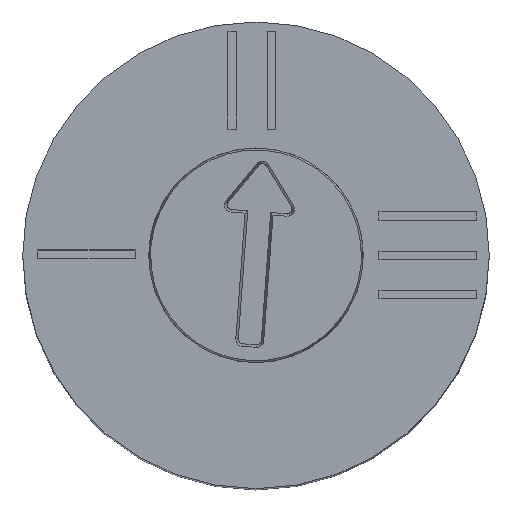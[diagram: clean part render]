
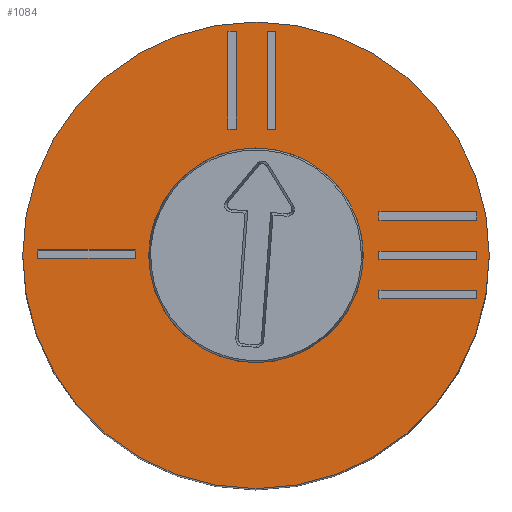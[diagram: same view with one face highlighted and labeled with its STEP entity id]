
A CAD part, top view. The second image highlights one B-rep face of the part: STEP entity #1084.
In plain terms, the highlighted planar face has unit normal (0, 0, 1).
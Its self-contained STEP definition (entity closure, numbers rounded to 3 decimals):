
#30=FACE_BOUND('',#202,.T.);
#31=FACE_BOUND('',#203,.T.);
#32=FACE_BOUND('',#204,.T.);
#33=FACE_BOUND('',#205,.T.);
#34=FACE_BOUND('',#206,.T.);
#35=FACE_BOUND('',#207,.T.);
#36=FACE_BOUND('',#208,.T.);
#55=CIRCLE('',#1211,2.3);
#61=CIRCLE('',#1221,5.);
#136=FACE_OUTER_BOUND('',#201,.T.);
#201=EDGE_LOOP('',(#875));
#202=EDGE_LOOP('',(#876,#877,#878,#879));
#203=EDGE_LOOP('',(#880,#881,#882,#883));
#204=EDGE_LOOP('',(#884,#885,#886,#887));
#205=EDGE_LOOP('',(#888,#889,#890,#891));
#206=EDGE_LOOP('',(#892,#893,#894,#895));
#207=EDGE_LOOP('',(#896,#897,#898,#899));
#208=EDGE_LOOP('',(#900));
#232=LINE('',#1596,#344);
#235=LINE('',#1602,#347);
#238=LINE('',#1608,#350);
#241=LINE('',#1612,#353);
#244=LINE('',#1621,#356);
#247=LINE('',#1627,#359);
#250=LINE('',#1633,#362);
#253=LINE('',#1637,#365);
#256=LINE('',#1646,#368);
#259=LINE('',#1652,#371);
#262=LINE('',#1658,#374);
#265=LINE('',#1662,#377);
#268=LINE('',#1671,#380);
#271=LINE('',#1677,#383);
#274=LINE('',#1683,#386);
#277=LINE('',#1687,#389);
#280=LINE('',#1696,#392);
#283=LINE('',#1702,#395);
#286=LINE('',#1708,#398);
#289=LINE('',#1712,#401);
#292=LINE('',#1721,#404);
#295=LINE('',#1727,#407);
#298=LINE('',#1733,#410);
#301=LINE('',#1737,#413);
#344=VECTOR('',#1273,10.);
#347=VECTOR('',#1278,10.);
#350=VECTOR('',#1283,10.);
#353=VECTOR('',#1288,10.);
#356=VECTOR('',#1295,10.);
#359=VECTOR('',#1300,10.);
#362=VECTOR('',#1305,10.);
#365=VECTOR('',#1310,10.);
#368=VECTOR('',#1317,10.);
#371=VECTOR('',#1322,10.);
#374=VECTOR('',#1327,10.);
#377=VECTOR('',#1332,10.);
#380=VECTOR('',#1339,10.);
#383=VECTOR('',#1344,10.);
#386=VECTOR('',#1349,10.);
#389=VECTOR('',#1354,10.);
#392=VECTOR('',#1361,10.);
#395=VECTOR('',#1366,10.);
#398=VECTOR('',#1371,10.);
#401=VECTOR('',#1376,10.);
#404=VECTOR('',#1383,10.);
#407=VECTOR('',#1388,10.);
#410=VECTOR('',#1393,10.);
#413=VECTOR('',#1398,10.);
#456=VERTEX_POINT('',#1593);
#457=VERTEX_POINT('',#1595);
#459=VERTEX_POINT('',#1601);
#461=VERTEX_POINT('',#1607);
#464=VERTEX_POINT('',#1618);
#465=VERTEX_POINT('',#1620);
#467=VERTEX_POINT('',#1626);
#469=VERTEX_POINT('',#1632);
#472=VERTEX_POINT('',#1643);
#473=VERTEX_POINT('',#1645);
#475=VERTEX_POINT('',#1651);
#477=VERTEX_POINT('',#1657);
#480=VERTEX_POINT('',#1668);
#481=VERTEX_POINT('',#1670);
#483=VERTEX_POINT('',#1676);
#485=VERTEX_POINT('',#1682);
#488=VERTEX_POINT('',#1693);
#489=VERTEX_POINT('',#1695);
#491=VERTEX_POINT('',#1701);
#493=VERTEX_POINT('',#1707);
#496=VERTEX_POINT('',#1718);
#497=VERTEX_POINT('',#1720);
#499=VERTEX_POINT('',#1726);
#501=VERTEX_POINT('',#1732);
#513=VERTEX_POINT('',#1774);
#519=VERTEX_POINT('',#1794);
#554=EDGE_CURVE('',#457,#456,#232,.T.);
#557=EDGE_CURVE('',#459,#457,#235,.T.);
#560=EDGE_CURVE('',#461,#459,#238,.T.);
#563=EDGE_CURVE('',#456,#461,#241,.T.);
#566=EDGE_CURVE('',#465,#464,#244,.T.);
#569=EDGE_CURVE('',#467,#465,#247,.T.);
#572=EDGE_CURVE('',#469,#467,#250,.T.);
#575=EDGE_CURVE('',#464,#469,#253,.T.);
#578=EDGE_CURVE('',#473,#472,#256,.T.);
#581=EDGE_CURVE('',#475,#473,#259,.T.);
#584=EDGE_CURVE('',#477,#475,#262,.T.);
#587=EDGE_CURVE('',#472,#477,#265,.T.);
#590=EDGE_CURVE('',#481,#480,#268,.T.);
#593=EDGE_CURVE('',#483,#481,#271,.T.);
#596=EDGE_CURVE('',#485,#483,#274,.T.);
#599=EDGE_CURVE('',#480,#485,#277,.T.);
#602=EDGE_CURVE('',#489,#488,#280,.T.);
#605=EDGE_CURVE('',#491,#489,#283,.T.);
#608=EDGE_CURVE('',#493,#491,#286,.T.);
#611=EDGE_CURVE('',#488,#493,#289,.T.);
#614=EDGE_CURVE('',#497,#496,#292,.T.);
#617=EDGE_CURVE('',#499,#497,#295,.T.);
#620=EDGE_CURVE('',#501,#499,#298,.T.);
#623=EDGE_CURVE('',#496,#501,#301,.T.);
#640=EDGE_CURVE('',#513,#513,#55,.T.);
#650=EDGE_CURVE('',#519,#519,#61,.T.);
#875=ORIENTED_EDGE('',*,*,#650,.F.);
#876=ORIENTED_EDGE('',*,*,#554,.T.);
#877=ORIENTED_EDGE('',*,*,#563,.T.);
#878=ORIENTED_EDGE('',*,*,#560,.T.);
#879=ORIENTED_EDGE('',*,*,#557,.T.);
#880=ORIENTED_EDGE('',*,*,#566,.T.);
#881=ORIENTED_EDGE('',*,*,#575,.T.);
#882=ORIENTED_EDGE('',*,*,#572,.T.);
#883=ORIENTED_EDGE('',*,*,#569,.T.);
#884=ORIENTED_EDGE('',*,*,#578,.T.);
#885=ORIENTED_EDGE('',*,*,#587,.T.);
#886=ORIENTED_EDGE('',*,*,#584,.T.);
#887=ORIENTED_EDGE('',*,*,#581,.T.);
#888=ORIENTED_EDGE('',*,*,#590,.T.);
#889=ORIENTED_EDGE('',*,*,#599,.T.);
#890=ORIENTED_EDGE('',*,*,#596,.T.);
#891=ORIENTED_EDGE('',*,*,#593,.T.);
#892=ORIENTED_EDGE('',*,*,#602,.T.);
#893=ORIENTED_EDGE('',*,*,#611,.T.);
#894=ORIENTED_EDGE('',*,*,#608,.T.);
#895=ORIENTED_EDGE('',*,*,#605,.T.);
#896=ORIENTED_EDGE('',*,*,#614,.T.);
#897=ORIENTED_EDGE('',*,*,#623,.T.);
#898=ORIENTED_EDGE('',*,*,#620,.T.);
#899=ORIENTED_EDGE('',*,*,#617,.T.);
#900=ORIENTED_EDGE('',*,*,#640,.T.);
#1031=PLANE('',#1222);
#1084=ADVANCED_FACE('',(#136,#30,#31,#32,#33,#34,#35,#36),#1031,.F.);
#1211=AXIS2_PLACEMENT_3D('',#1775,#1444,#1445);
#1221=AXIS2_PLACEMENT_3D('',#1795,#1468,#1469);
#1222=AXIS2_PLACEMENT_3D('',#1797,#1471,#1472);
#1273=DIRECTION('',(1.,0.,0.));
#1278=DIRECTION('',(0.,1.,0.));
#1283=DIRECTION('',(-1.,0.,0.));
#1288=DIRECTION('',(0.,-1.,0.));
#1295=DIRECTION('',(1.,0.,0.));
#1300=DIRECTION('',(0.,1.,0.));
#1305=DIRECTION('',(-1.,0.,0.));
#1310=DIRECTION('',(0.,-1.,0.));
#1317=DIRECTION('',(1.,0.,0.));
#1322=DIRECTION('',(0.,1.,0.));
#1327=DIRECTION('',(-1.,0.,0.));
#1332=DIRECTION('',(0.,-1.,0.));
#1339=DIRECTION('',(0.,-1.,0.));
#1344=DIRECTION('',(1.,0.,0.));
#1349=DIRECTION('',(0.,1.,0.));
#1354=DIRECTION('',(-1.,0.,0.));
#1361=DIRECTION('',(0.,-1.,0.));
#1366=DIRECTION('',(1.,0.,0.));
#1371=DIRECTION('',(0.,1.,0.));
#1376=DIRECTION('',(-1.,0.,0.));
#1383=DIRECTION('',(1.,0.,0.));
#1388=DIRECTION('',(0.,1.,0.));
#1393=DIRECTION('',(-1.,0.,0.));
#1398=DIRECTION('',(0.,-1.,0.));
#1444=DIRECTION('center_axis',(0.,0.,-1.));
#1445=DIRECTION('ref_axis',(1.,0.,0.));
#1468=DIRECTION('center_axis',(0.,0.,-1.));
#1469=DIRECTION('ref_axis',(-1.,0.,0.));
#1471=DIRECTION('center_axis',(0.,0.,-1.));
#1472=DIRECTION('ref_axis',(-1.,0.,0.));
#1593=CARTESIAN_POINT('',(4.728,0.933,20.));
#1595=CARTESIAN_POINT('',(2.636,0.933,20.));
#1596=CARTESIAN_POINT('',(2.364,0.933,20.));
#1601=CARTESIAN_POINT('',(2.636,0.754,20.));
#1602=CARTESIAN_POINT('',(2.636,0.466,20.));
#1607=CARTESIAN_POINT('',(4.728,0.754,20.));
#1608=CARTESIAN_POINT('',(1.318,0.754,20.));
#1612=CARTESIAN_POINT('',(4.728,0.377,20.));
#1618=CARTESIAN_POINT('',(4.728,0.091,20.));
#1620=CARTESIAN_POINT('',(2.636,0.091,20.));
#1621=CARTESIAN_POINT('',(2.364,0.091,20.));
#1626=CARTESIAN_POINT('',(2.636,-0.088,20.));
#1627=CARTESIAN_POINT('',(2.636,0.046,20.));
#1632=CARTESIAN_POINT('',(4.728,-0.088,20.));
#1633=CARTESIAN_POINT('',(1.318,-0.088,20.));
#1637=CARTESIAN_POINT('',(4.728,-0.044,20.));
#1643=CARTESIAN_POINT('',(4.728,-0.75,20.));
#1645=CARTESIAN_POINT('',(2.636,-0.75,20.));
#1646=CARTESIAN_POINT('',(2.364,-0.75,20.));
#1651=CARTESIAN_POINT('',(2.636,-0.929,20.));
#1652=CARTESIAN_POINT('',(2.636,-0.375,20.));
#1657=CARTESIAN_POINT('',(4.728,-0.929,20.));
#1658=CARTESIAN_POINT('',(1.318,-0.929,20.));
#1662=CARTESIAN_POINT('',(4.728,-0.465,20.));
#1668=CARTESIAN_POINT('',(0.419,2.705,20.));
#1670=CARTESIAN_POINT('',(0.419,4.798,20.));
#1671=CARTESIAN_POINT('',(0.419,1.353,20.));
#1676=CARTESIAN_POINT('',(0.24,4.798,20.));
#1677=CARTESIAN_POINT('',(0.21,4.798,20.));
#1682=CARTESIAN_POINT('',(0.24,2.705,20.));
#1683=CARTESIAN_POINT('',(0.24,2.399,20.));
#1687=CARTESIAN_POINT('',(0.12,2.705,20.));
#1693=CARTESIAN_POINT('',(-0.422,2.705,20.));
#1695=CARTESIAN_POINT('',(-0.422,4.798,20.));
#1696=CARTESIAN_POINT('',(-0.422,1.353,20.));
#1701=CARTESIAN_POINT('',(-0.601,4.798,20.));
#1702=CARTESIAN_POINT('',(-0.211,4.798,20.));
#1707=CARTESIAN_POINT('',(-0.601,2.705,20.));
#1708=CARTESIAN_POINT('',(-0.601,2.399,20.));
#1712=CARTESIAN_POINT('',(-0.301,2.705,20.));
#1718=CARTESIAN_POINT('',(-2.586,0.114,20.));
#1720=CARTESIAN_POINT('',(-4.679,0.114,20.));
#1721=CARTESIAN_POINT('',(-1.293,0.114,20.));
#1726=CARTESIAN_POINT('',(-4.679,-0.065,20.));
#1727=CARTESIAN_POINT('',(-4.679,0.057,20.));
#1732=CARTESIAN_POINT('',(-2.586,-0.065,20.));
#1733=CARTESIAN_POINT('',(-2.339,-0.065,20.));
#1737=CARTESIAN_POINT('',(-2.586,-0.032,20.));
#1774=CARTESIAN_POINT('',(-2.3,0.,20.));
#1775=CARTESIAN_POINT('Origin',(0.,0.,20.));
#1794=CARTESIAN_POINT('',(5.,0.,20.));
#1795=CARTESIAN_POINT('Origin',(0.,0.,20.));
#1797=CARTESIAN_POINT('Origin',(0.,0.,20.));
